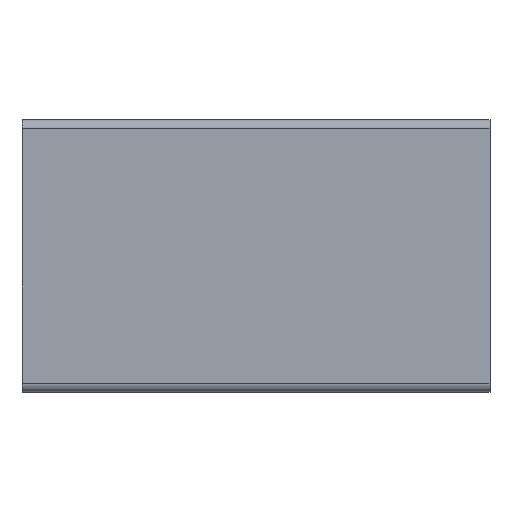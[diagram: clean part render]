
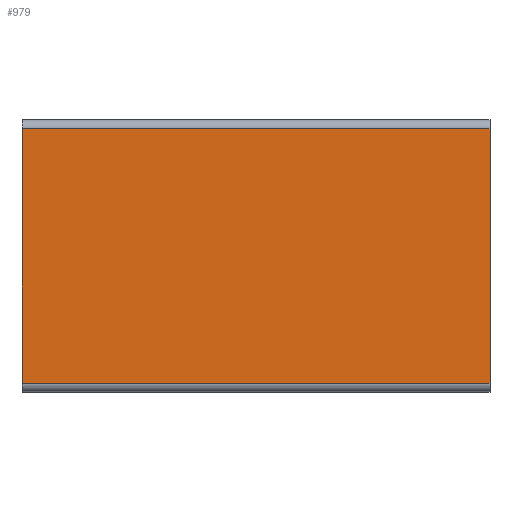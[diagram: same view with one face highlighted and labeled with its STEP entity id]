
A CAD part, top view. The second image highlights one B-rep face of the part: STEP entity #979.
In plain terms, the highlighted planar face has unit normal (0, 0, 1).
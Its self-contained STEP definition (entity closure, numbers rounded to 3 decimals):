
#118=ORIENTED_EDGE('',*,*,#384,.T.);
#119=ORIENTED_EDGE('',*,*,#385,.T.);
#120=ORIENTED_EDGE('',*,*,#386,.F.);
#121=ORIENTED_EDGE('',*,*,#387,.T.);
#384=EDGE_CURVE('',#514,#515,#618,.T.);
#385=EDGE_CURVE('',#515,#516,#619,.F.);
#386=EDGE_CURVE('',#517,#516,#620,.T.);
#387=EDGE_CURVE('',#517,#514,#621,.T.);
#514=VERTEX_POINT('',#1479);
#515=VERTEX_POINT('',#1480);
#516=VERTEX_POINT('',#1482);
#517=VERTEX_POINT('',#1484);
#618=LINE('',#1478,#752);
#619=LINE('',#1481,#753);
#620=LINE('',#1483,#754);
#621=LINE('',#1485,#755);
#752=VECTOR('',#1187,1000.);
#753=VECTOR('',#1188,1000.);
#754=VECTOR('',#1189,1000.);
#755=VECTOR('',#1190,1000.);
#833=EDGE_LOOP('',(#118,#119,#120,#121));
#883=FACE_BOUND('',#833,.T.);
#933=PLANE('',#1042);
#979=ADVANCED_FACE('',(#883),#933,.F.);
#1042=AXIS2_PLACEMENT_3D('',#1477,#1185,#1186);
#1185=DIRECTION('',(0.,0.,-1.));
#1186=DIRECTION('',(-1.,0.,0.));
#1187=DIRECTION('',(0.,-1.,0.));
#1188=DIRECTION('',(-1.,0.,0.));
#1189=DIRECTION('',(0.,-1.,0.));
#1190=DIRECTION('',(-1.,0.,0.));
#1477=CARTESIAN_POINT('',(51.8,29.7,10.173));
#1478=CARTESIAN_POINT('',(-2.75,29.7,10.173));
#1479=CARTESIAN_POINT('',(-2.75,28.7,10.173));
#1480=CARTESIAN_POINT('',(-2.75,-1.,10.173));
#1481=CARTESIAN_POINT('',(51.8,-1.,10.173));
#1482=CARTESIAN_POINT('',(51.8,-1.,10.173));
#1483=CARTESIAN_POINT('',(51.8,29.7,10.173));
#1484=CARTESIAN_POINT('',(51.8,28.7,10.173));
#1485=CARTESIAN_POINT('',(51.8,28.7,10.173));
